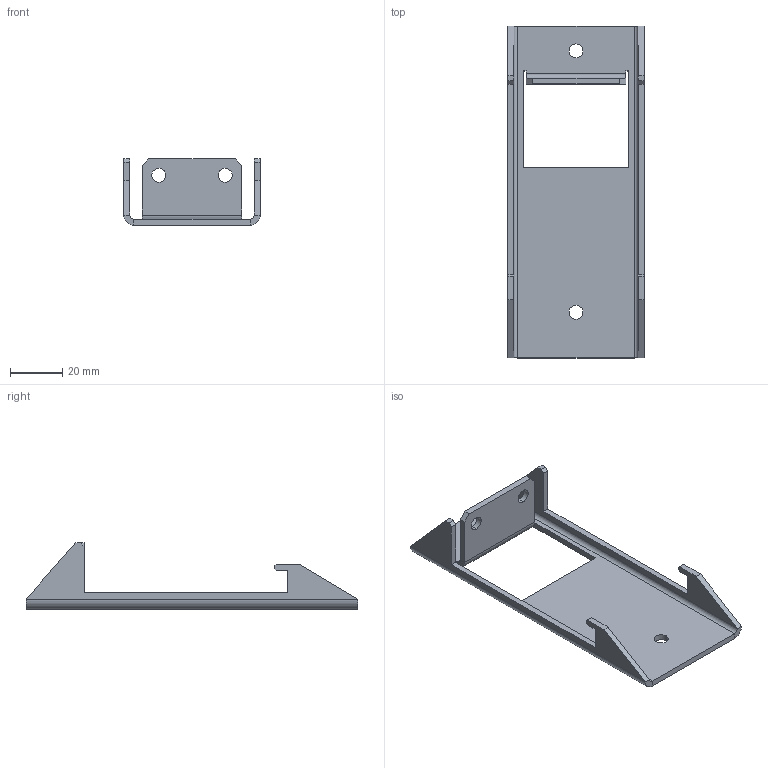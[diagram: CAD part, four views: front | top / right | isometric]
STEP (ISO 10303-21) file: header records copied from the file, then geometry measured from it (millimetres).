
FILE_DESCRIPTION (( 'STEP AP214' ), '1' );
FILE_NAME ('am-3468 AM14U3 2017 Side Bumper Bracket.STEP', '2016-10-18T17:46:41', ( '' ), ( '' ), 'SwSTEP 2.0', 'SolidWorks 2014', '' );
FILE_SCHEMA (( 'AUTOMOTIVE_DESIGN' ));
Length unit declared in the file: inch
Products named in the file (1): am-3468 AM14U3 2017 Side Bumper Bracket
Bounding box: 52.2 x 127 x 25.4 mm (x, y, z)
Volume: 17274.4 mm3; surface area: 16794.1 mm2
Topology: 1 solids, 1 shells, 66 faces, 168 edges, 104 vertices
Faces by surface type: plane 52, cylinder 14
Entity records: 2008 total; most frequent: CARTESIAN_POINT 339, ORIENTED_EDGE 336, DIRECTION 330, EDGE_CURVE 168, LINE 140, VECTOR 140, VERTEX_POINT 104, AXIS2_PLACEMENT_3D 95
